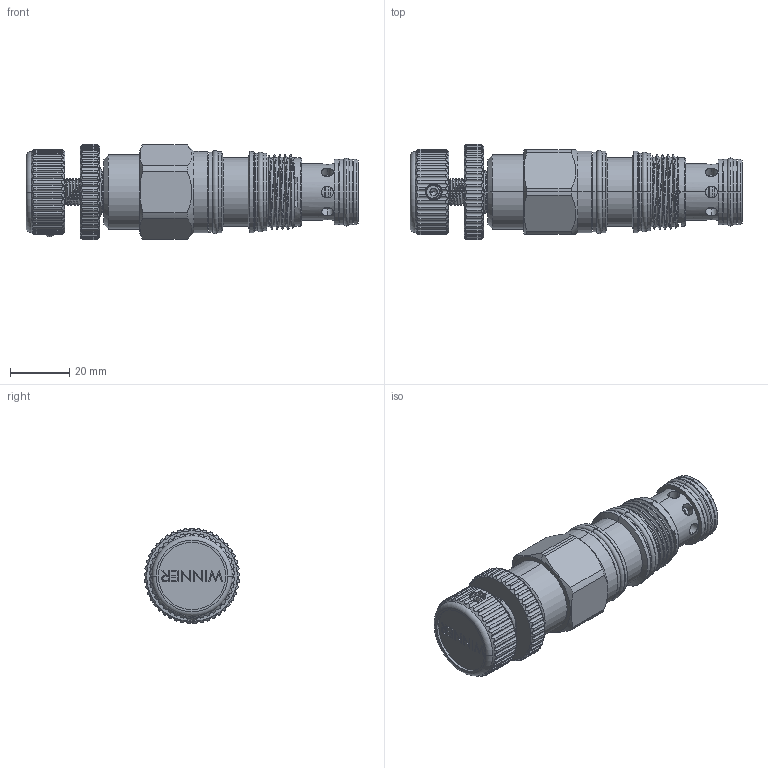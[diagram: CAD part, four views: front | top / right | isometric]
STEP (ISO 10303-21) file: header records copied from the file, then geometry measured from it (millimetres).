
FILE_DESCRIPTION (( 'STEP AP203' ), '1' );
FILE_NAME ('RV2A3B-K.STEP', '2020-03-24T06:34:39', ( '' ), ( '' ), 'SwSTEP 2.0', 'SolidWorks 2018', '' );
FILE_SCHEMA (( 'CONFIG_CONTROL_DESIGN' ));
Products named in the file (1): RV2A3B-K
Bounding box: 112.09 x 32.2 x 32.18 mm (x, y, z)
Volume: 54068.1 mm3; surface area: 20175.5 mm2
Topology: 9 solids, 9 shells, 945 faces, 2637 edges, 1665 vertices
Faces by surface type: cylinder 489, plane 225, cone 91, torus 80, bspline 58, sphere 2
Entity records: 61528 total; most frequent: CARTESIAN_POINT 38993, ORIENTED_EDGE 5214, DIRECTION 4164, EDGE_CURVE 2607, VERTEX_POINT 1662, AXIS2_PLACEMENT_3D 1642, EDGE_LOOP 997, ADVANCED_FACE 945
